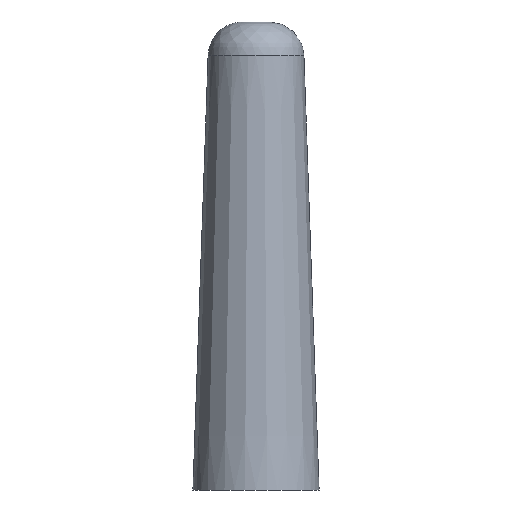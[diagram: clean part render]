
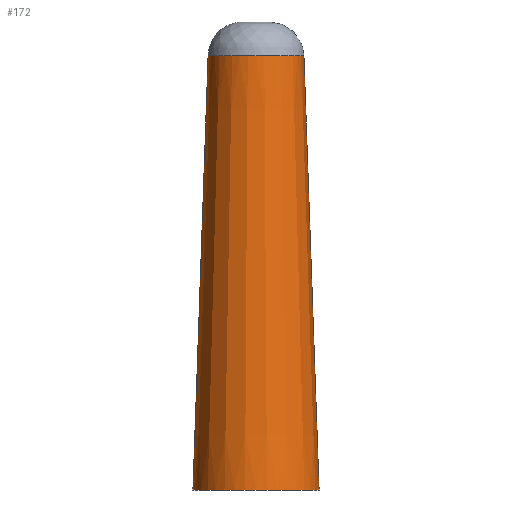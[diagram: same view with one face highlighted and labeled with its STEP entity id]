
A CAD part, front view. The second image highlights one B-rep face of the part: STEP entity #172.
In plain terms, the highlighted conical face has half-angle 2 degrees and reference radius 0.939 mm.
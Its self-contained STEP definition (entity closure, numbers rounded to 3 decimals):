
#16=FACE_BOUND('',#48,.T.);
#18=CONICAL_SURFACE('',#195,0.939,0.035);
#21=(
BOUNDED_CURVE()
B_SPLINE_CURVE(2,(#263,#264,#265),.UNSPECIFIED.,.F.,.F.)
B_SPLINE_CURVE_WITH_KNOTS((3,3),(0.,0.075),.UNSPECIFIED.)
CURVE()
GEOMETRIC_REPRESENTATION_ITEM()
RATIONAL_B_SPLINE_CURVE((1.,1.,1.))
REPRESENTATION_ITEM('')
);
#23=(
BOUNDED_CURVE()
B_SPLINE_CURVE(2,(#273,#274,#275),.UNSPECIFIED.,.F.,.F.)
B_SPLINE_CURVE_WITH_KNOTS((3,3),(0.,0.075),.UNSPECIFIED.)
CURVE()
GEOMETRIC_REPRESENTATION_ITEM()
RATIONAL_B_SPLINE_CURVE((1.,1.,1.))
REPRESENTATION_ITEM('')
);
#34=FACE_OUTER_BOUND('',#47,.T.);
#47=EDGE_LOOP('',(#145,#146,#147,#148));
#48=EDGE_LOOP('',(#149,#150,#151,#152));
#56=LINE('',#357,#62);
#62=VECTOR('',#246,0.939);
#63=CIRCLE('',#178,1.171);
#65=CIRCLE('',#183,1.145);
#73=CIRCLE('',#194,0.962);
#74=CIRCLE('',#196,1.267);
#75=VERTEX_POINT('',#253);
#76=VERTEX_POINT('',#254);
#79=VERTEX_POINT('',#262);
#81=VERTEX_POINT('',#272);
#87=VERTEX_POINT('',#351);
#88=VERTEX_POINT('',#355);
#89=EDGE_CURVE('',#75,#76,#63,.T.);
#93=EDGE_CURVE('',#79,#75,#21,.T.);
#96=EDGE_CURVE('',#76,#81,#23,.T.);
#99=EDGE_CURVE('',#81,#79,#65,.T.);
#108=EDGE_CURVE('',#87,#87,#73,.T.);
#109=EDGE_CURVE('',#88,#88,#74,.F.);
#110=EDGE_CURVE('',#88,#87,#56,.T.);
#145=ORIENTED_EDGE('',*,*,#109,.F.);
#146=ORIENTED_EDGE('',*,*,#110,.T.);
#147=ORIENTED_EDGE('',*,*,#108,.F.);
#148=ORIENTED_EDGE('',*,*,#110,.F.);
#149=ORIENTED_EDGE('',*,*,#93,.T.);
#150=ORIENTED_EDGE('',*,*,#89,.T.);
#151=ORIENTED_EDGE('',*,*,#96,.T.);
#152=ORIENTED_EDGE('',*,*,#99,.T.);
#172=ADVANCED_FACE('',(#34,#16),#18,.T.);
#178=AXIS2_PLACEMENT_3D('',#255,#203,#204);
#183=AXIS2_PLACEMENT_3D('',#282,#217,#218);
#194=AXIS2_PLACEMENT_3D('',#353,#240,#241);
#195=AXIS2_PLACEMENT_3D('',#354,#242,#243);
#196=AXIS2_PLACEMENT_3D('',#356,#244,#245);
#203=DIRECTION('center_axis',(0.,0.,-1.));
#204=DIRECTION('ref_axis',(1.,0.,0.));
#217=DIRECTION('center_axis',(0.,0.,1.));
#218=DIRECTION('ref_axis',(1.,0.,0.));
#240=DIRECTION('center_axis',(0.,0.,1.));
#241=DIRECTION('ref_axis',(1.,0.,0.));
#242=DIRECTION('center_axis',(0.,0.,-1.));
#243=DIRECTION('ref_axis',(1.,0.,0.));
#244=DIRECTION('center_axis',(0.,0.,1.));
#245=DIRECTION('ref_axis',(1.,0.,0.));
#246=DIRECTION('',(0.035,0.,0.999));
#253=CARTESIAN_POINT('',(18.936,-51.602,6.352));
#254=CARTESIAN_POINT('',(21.008,-51.602,6.352));
#255=CARTESIAN_POINT('Origin',(19.972,-52.147,6.352));
#262=CARTESIAN_POINT('',(18.936,-51.661,7.102));
#263=CARTESIAN_POINT('Ctrl Pts',(18.936,-51.661,7.102));
#264=CARTESIAN_POINT('Ctrl Pts',(18.936,-51.632,6.749));
#265=CARTESIAN_POINT('Ctrl Pts',(18.936,-51.602,6.352));
#272=CARTESIAN_POINT('',(21.008,-51.661,7.102));
#273=CARTESIAN_POINT('Ctrl Pts',(21.008,-51.602,6.352));
#274=CARTESIAN_POINT('Ctrl Pts',(21.008,-51.632,6.749));
#275=CARTESIAN_POINT('Ctrl Pts',(21.008,-51.661,7.102));
#282=CARTESIAN_POINT('Origin',(19.972,-52.147,7.102));
#351=CARTESIAN_POINT('',(19.01,-52.147,12.324));
#353=CARTESIAN_POINT('Origin',(19.972,-52.147,12.324));
#354=CARTESIAN_POINT('Origin',(19.972,-52.147,13.));
#355=CARTESIAN_POINT('',(18.705,-52.147,3.6));
#356=CARTESIAN_POINT('Origin',(19.972,-52.147,3.6));
#357=CARTESIAN_POINT('',(19.034,-52.147,13.));
